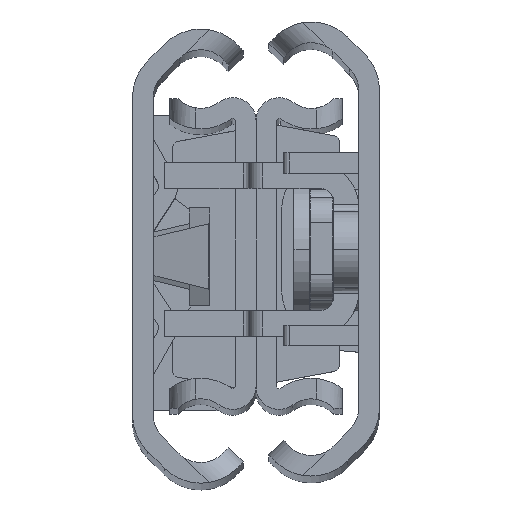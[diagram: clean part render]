
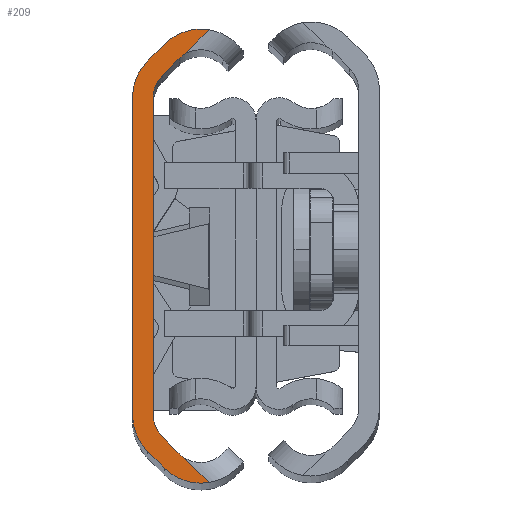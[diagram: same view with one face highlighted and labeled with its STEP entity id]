
A CAD part, top view. The second image highlights one B-rep face of the part: STEP entity #209.
In plain terms, the highlighted planar face has unit normal (0, 0, 1).
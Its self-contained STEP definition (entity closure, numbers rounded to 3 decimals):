
#91 = CARTESIAN_POINT ( 'NONE',  ( 4., 12.342, 0. ) ) ;
#170 = DIRECTION ( 'NONE',  ( 0., 0., 1. ) ) ;
#209 = ADVANCED_FACE ( 'NONE', ( #7388 ), #4485, .T. ) ;
#278 = EDGE_LOOP ( 'NONE', ( #9182, #1560, #11508, #1035, #550, #11538, #10805, #7504, #12563, #11778, #1847, #3041, #7269, #12372, #2917, #1456 ) ) ;
#377 = LINE ( 'NONE', #11307, #1777 ) ;
#550 = ORIENTED_EDGE ( 'NONE', *, *, #9897, .T. ) ;
#622 = VECTOR ( 'NONE', #4489, 1000. ) ;
#748 = EDGE_CURVE ( 'NONE', #6099, #8355, #3831, .T. ) ;
#1035 = ORIENTED_EDGE ( 'NONE', *, *, #8719, .T. ) ;
#1062 = DIRECTION ( 'NONE',  ( 1., 0., 0. ) ) ;
#1257 = CARTESIAN_POINT ( 'NONE',  ( 4., -12.342, 0. ) ) ;
#1370 = AXIS2_PLACEMENT_3D ( 'NONE', #12695, #3853, #2871 ) ;
#1406 = AXIS2_PLACEMENT_3D ( 'NONE', #91, #5008, #4820 ) ;
#1445 = LINE ( 'NONE', #8108, #12733 ) ;
#1456 = ORIENTED_EDGE ( 'NONE', *, *, #4726, .T. ) ;
#1560 = ORIENTED_EDGE ( 'NONE', *, *, #10664, .T. ) ;
#1622 = CARTESIAN_POINT ( 'NONE',  ( 2.303, -14.039, 0. ) ) ;
#1777 = VECTOR ( 'NONE', #5296, 1000. ) ;
#1847 = ORIENTED_EDGE ( 'NONE', *, *, #3256, .T. ) ;
#1914 = CARTESIAN_POINT ( 'NONE',  ( 2.35, -13.991, 0. ) ) ;
#2101 = CARTESIAN_POINT ( 'NONE',  ( 2.303, 14.039, 0. ) ) ;
#2224 = VERTEX_POINT ( 'NONE', #9953 ) ;
#2327 = VERTEX_POINT ( 'NONE', #8279 ) ;
#2410 = VECTOR ( 'NONE', #11789, 1000. ) ;
#2431 = VERTEX_POINT ( 'NONE', #1622 ) ;
#2478 = VERTEX_POINT ( 'NONE', #7687 ) ;
#2515 = CARTESIAN_POINT ( 'NONE',  ( 3.617, 15.353, 0. ) ) ;
#2609 = CARTESIAN_POINT ( 'NONE',  ( 2.486, 16.484, 0. ) ) ;
#2715 = VERTEX_POINT ( 'NONE', #11168 ) ;
#2849 = CARTESIAN_POINT ( 'NONE',  ( 5.3, -13.67, 0. ) ) ;
#2871 = DIRECTION ( 'NONE',  ( 1., 0., 0. ) ) ;
#2917 = ORIENTED_EDGE ( 'NONE', *, *, #3145, .T. ) ;
#2972 = DIRECTION ( 'NONE',  ( 0., 0., -1. ) ) ;
#3041 = ORIENTED_EDGE ( 'NONE', *, *, #4092, .T. ) ;
#3088 = CIRCLE ( 'NONE', #4746, 4. ) ;
#3145 = EDGE_CURVE ( 'NONE', #3413, #2224, #3088, .T. ) ;
#3173 = AXIS2_PLACEMENT_3D ( 'NONE', #12122, #8305, #5530 ) ;
#3241 = CIRCLE ( 'NONE', #1370, 2.4 ) ;
#3256 = EDGE_CURVE ( 'NONE', #9961, #9753, #11012, .T. ) ;
#3373 = CARTESIAN_POINT ( 'NONE',  ( 5.955, 17.596, 0. ) ) ;
#3413 = VERTEX_POINT ( 'NONE', #12173 ) ;
#3792 = DIRECTION ( 'NONE',  ( 0., 0., 1. ) ) ;
#3831 = CIRCLE ( 'NONE', #6084, 3.98 ) ;
#3853 = DIRECTION ( 'NONE',  ( 0., 0., -1. ) ) ;
#3898 = DIRECTION ( 'NONE',  ( -0.707, -0.707, 0. ) ) ;
#4017 = LINE ( 'NONE', #12739, #5852 ) ;
#4022 = VERTEX_POINT ( 'NONE', #9044 ) ;
#4046 = EDGE_CURVE ( 'NONE', #10933, #4022, #6685, .T. ) ;
#4090 = VECTOR ( 'NONE', #9016, 1000. ) ;
#4092 = EDGE_CURVE ( 'NONE', #9753, #2478, #4017, .T. ) ;
#4120 = DIRECTION ( 'NONE',  ( 1., 0., 0. ) ) ;
#4225 = CIRCLE ( 'NONE', #5878, 4. ) ;
#4485 = PLANE ( 'NONE',  #11015 ) ;
#4489 = DIRECTION ( 'NONE',  ( 0.707, -0.707, 0. ) ) ;
#4726 = EDGE_CURVE ( 'NONE', #2224, #6099, #12431, .T. ) ;
#4746 = AXIS2_PLACEMENT_3D ( 'NONE', #1257, #170, #4120 ) ;
#4799 = DIRECTION ( 'NONE',  ( 0., 0., 1. ) ) ;
#4820 = DIRECTION ( 'NONE',  ( 1., 0., 0. ) ) ;
#4882 = LINE ( 'NONE', #11851, #2410 ) ;
#4964 = DIRECTION ( 'NONE',  ( 0., 1., 0. ) ) ;
#5008 = DIRECTION ( 'NONE',  ( 0., 0., -1. ) ) ;
#5128 = CIRCLE ( 'NONE', #1406, 2.4 ) ;
#5296 = DIRECTION ( 'NONE',  ( -0.707, 0.707, 0. ) ) ;
#5449 = DIRECTION ( 'NONE',  ( 1., 0., 0. ) ) ;
#5530 = DIRECTION ( 'NONE',  ( 1., 0., 0. ) ) ;
#5647 = CARTESIAN_POINT ( 'NONE',  ( 0., 12.342, 0. ) ) ;
#5852 = VECTOR ( 'NONE', #3898, 1000. ) ;
#5878 = AXIS2_PLACEMENT_3D ( 'NONE', #10702, #3792, #1062 ) ;
#5946 = VECTOR ( 'NONE', #4964, 1000. ) ;
#6084 = AXIS2_PLACEMENT_3D ( 'NONE', #8537, #4799, #12481 ) ;
#6092 = DIRECTION ( 'NONE',  ( 0., 0., -1. ) ) ;
#6099 = VERTEX_POINT ( 'NONE', #6701 ) ;
#6108 = LINE ( 'NONE', #1914, #4090 ) ;
#6131 = DIRECTION ( 'NONE',  ( 0., -1., 0. ) ) ;
#6685 = CIRCLE ( 'NONE', #7700, 2.38 ) ;
#6701 = CARTESIAN_POINT ( 'NONE',  ( 2.486, -16.484, 0. ) ) ;
#6753 = AXIS2_PLACEMENT_3D ( 'NONE', #11260, #6092, #8225 ) ;
#6915 = CARTESIAN_POINT ( 'NONE',  ( 0., 0., 0. ) ) ;
#7017 = LINE ( 'NONE', #8953, #5946 ) ;
#7097 = VECTOR ( 'NONE', #6131, 1000. ) ;
#7182 = VERTEX_POINT ( 'NONE', #11359 ) ;
#7269 = ORIENTED_EDGE ( 'NONE', *, *, #8068, .T. ) ;
#7388 = FACE_OUTER_BOUND ( 'NONE', #278, .T. ) ;
#7504 = ORIENTED_EDGE ( 'NONE', *, *, #9519, .T. ) ;
#7687 = CARTESIAN_POINT ( 'NONE',  ( 1.172, 15.17, 0. ) ) ;
#7700 = AXIS2_PLACEMENT_3D ( 'NONE', #2849, #2972, #9885 ) ;
#7716 = CARTESIAN_POINT ( 'NONE',  ( 4.061, -15.702, 0. ) ) ;
#8068 = EDGE_CURVE ( 'NONE', #2478, #8456, #4225, .T. ) ;
#8108 = CARTESIAN_POINT ( 'NONE',  ( 2.303, 14.039, 0. ) ) ;
#8225 = DIRECTION ( 'NONE',  ( 1., 0., 0. ) ) ;
#8279 = CARTESIAN_POINT ( 'NONE',  ( 4.061, 15.702, 0. ) ) ;
#8305 = DIRECTION ( 'NONE',  ( 0., 0., 1. ) ) ;
#8355 = VERTEX_POINT ( 'NONE', #9319 ) ;
#8427 = CARTESIAN_POINT ( 'NONE',  ( 4., -12.342, 0. ) ) ;
#8456 = VERTEX_POINT ( 'NONE', #5647 ) ;
#8537 = CARTESIAN_POINT ( 'NONE',  ( 5.3, -13.67, 0. ) ) ;
#8709 = VERTEX_POINT ( 'NONE', #2515 ) ;
#8719 = EDGE_CURVE ( 'NONE', #4022, #2431, #377, .T. ) ;
#8953 = CARTESIAN_POINT ( 'NONE',  ( 1.6, 0., 0. ) ) ;
#9016 = DIRECTION ( 'NONE',  ( -0.707, 0.707, 0. ) ) ;
#9044 = CARTESIAN_POINT ( 'NONE',  ( 3.617, -15.353, 0. ) ) ;
#9097 = LINE ( 'NONE', #6915, #7097 ) ;
#9182 = ORIENTED_EDGE ( 'NONE', *, *, #748, .T. ) ;
#9319 = CARTESIAN_POINT ( 'NONE',  ( 5.955, -17.596, 0. ) ) ;
#9519 = EDGE_CURVE ( 'NONE', #10733, #8709, #1445, .T. ) ;
#9638 = CIRCLE ( 'NONE', #6753, 2.38 ) ;
#9753 = VERTEX_POINT ( 'NONE', #2609 ) ;
#9830 = EDGE_CURVE ( 'NONE', #2327, #9961, #4882, .T. ) ;
#9885 = DIRECTION ( 'NONE',  ( 1., 0., 0. ) ) ;
#9897 = EDGE_CURVE ( 'NONE', #2431, #7182, #3241, .T. ) ;
#9952 = EDGE_CURVE ( 'NONE', #8709, #2327, #9638, .T. ) ;
#9953 = CARTESIAN_POINT ( 'NONE',  ( 1.172, -15.17, 0. ) ) ;
#9961 = VERTEX_POINT ( 'NONE', #3373 ) ;
#10302 = DIRECTION ( 'NONE',  ( 0.707, 0.707, 0. ) ) ;
#10634 = EDGE_CURVE ( 'NONE', #7182, #2715, #7017, .T. ) ;
#10664 = EDGE_CURVE ( 'NONE', #8355, #10933, #6108, .T. ) ;
#10702 = CARTESIAN_POINT ( 'NONE',  ( 4., 12.342, 0. ) ) ;
#10733 = VERTEX_POINT ( 'NONE', #2101 ) ;
#10805 = ORIENTED_EDGE ( 'NONE', *, *, #11073, .T. ) ;
#10933 = VERTEX_POINT ( 'NONE', #7716 ) ;
#11012 = CIRCLE ( 'NONE', #3173, 3.98 ) ;
#11015 = AXIS2_PLACEMENT_3D ( 'NONE', #8427, #11336, #5449 ) ;
#11073 = EDGE_CURVE ( 'NONE', #2715, #10733, #5128, .T. ) ;
#11168 = CARTESIAN_POINT ( 'NONE',  ( 1.6, 12.342, 0. ) ) ;
#11260 = CARTESIAN_POINT ( 'NONE',  ( 5.3, 13.67, 0. ) ) ;
#11307 = CARTESIAN_POINT ( 'NONE',  ( 2.303, -14.039, 0. ) ) ;
#11336 = DIRECTION ( 'NONE',  ( 0., 0., 1. ) ) ;
#11359 = CARTESIAN_POINT ( 'NONE',  ( 1.6, -12.342, 0. ) ) ;
#11508 = ORIENTED_EDGE ( 'NONE', *, *, #4046, .T. ) ;
#11538 = ORIENTED_EDGE ( 'NONE', *, *, #10634, .T. ) ;
#11778 = ORIENTED_EDGE ( 'NONE', *, *, #9830, .T. ) ;
#11779 = EDGE_CURVE ( 'NONE', #8456, #3413, #9097, .T. ) ;
#11789 = DIRECTION ( 'NONE',  ( 0.707, 0.707, 0. ) ) ;
#11851 = CARTESIAN_POINT ( 'NONE',  ( -9.991, 1.65, 0. ) ) ;
#12122 = CARTESIAN_POINT ( 'NONE',  ( 5.3, 13.67, 0. ) ) ;
#12173 = CARTESIAN_POINT ( 'NONE',  ( 0., -12.342, 0. ) ) ;
#12236 = CARTESIAN_POINT ( 'NONE',  ( 1.172, -15.17, 0. ) ) ;
#12372 = ORIENTED_EDGE ( 'NONE', *, *, #11779, .T. ) ;
#12431 = LINE ( 'NONE', #12236, #622 ) ;
#12481 = DIRECTION ( 'NONE',  ( 1., 0., 0. ) ) ;
#12563 = ORIENTED_EDGE ( 'NONE', *, *, #9952, .T. ) ;
#12695 = CARTESIAN_POINT ( 'NONE',  ( 4., -12.342, 0. ) ) ;
#12733 = VECTOR ( 'NONE', #10302, 1000. ) ;
#12739 = CARTESIAN_POINT ( 'NONE',  ( 1.172, 15.17, 0. ) ) ;
